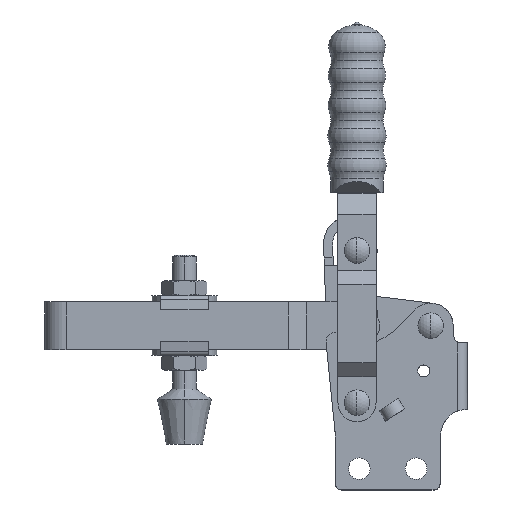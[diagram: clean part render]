
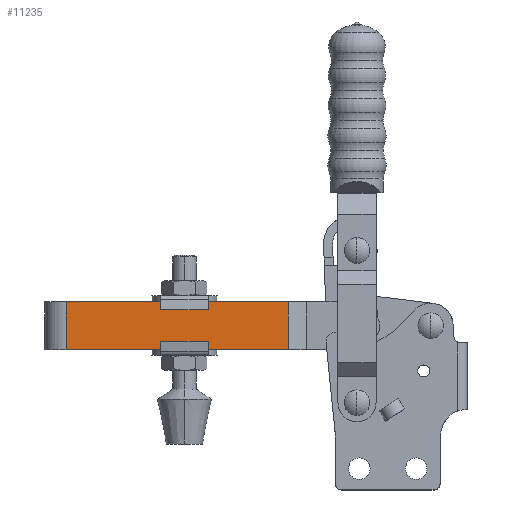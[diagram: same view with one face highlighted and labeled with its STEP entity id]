
A CAD part, top view. The second image highlights one B-rep face of the part: STEP entity #11235.
In plain terms, the highlighted planar face has unit normal (0, 0, 1).
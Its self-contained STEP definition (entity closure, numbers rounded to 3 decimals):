
#153 = LINE ( 'NONE', #6366, #10067 ) ;
#1611 = DIRECTION ( 'NONE',  ( -1., 0., 0. ) ) ;
#1736 = CARTESIAN_POINT ( 'NONE',  ( -133.85, 31.8, 7.15 ) ) ;
#2161 = DIRECTION ( 'NONE',  ( 0., 1., 0. ) ) ;
#2352 = CARTESIAN_POINT ( 'NONE',  ( -59.714, 31.8, 7.15 ) ) ;
#2710 = LINE ( 'NONE', #9311, #4973 ) ;
#2881 = ORIENTED_EDGE ( 'NONE', *, *, #5955, .F. ) ;
#3394 = VECTOR ( 'NONE', #2161, 1000. ) ;
#4099 = CARTESIAN_POINT ( 'NONE',  ( -133.85, 29.3, 7.15 ) ) ;
#4208 = VERTEX_POINT ( 'NONE', #1736 ) ;
#4396 = PLANE ( 'NONE',  #7181 ) ;
#4553 = CARTESIAN_POINT ( 'NONE',  ( -59.714, 47.8, 7.15 ) ) ;
#4973 = VECTOR ( 'NONE', #10275, 1000. ) ;
#5234 = EDGE_CURVE ( 'NONE', #11396, #9477, #2710, .T. ) ;
#5260 = LINE ( 'NONE', #4099, #10086 ) ;
#5399 = DIRECTION ( 'NONE',  ( 0., 0., -1. ) ) ;
#5955 = EDGE_CURVE ( 'NONE', #11067, #4208, #153, .T. ) ;
#6301 = CARTESIAN_POINT ( 'NONE',  ( -133.85, 29.3, 7.15 ) ) ;
#6366 = CARTESIAN_POINT ( 'NONE',  ( -141., 31.8, 7.15 ) ) ;
#7181 = AXIS2_PLACEMENT_3D ( 'NONE', #6301, #5399, #12106 ) ;
#8181 = EDGE_CURVE ( 'NONE', #11067, #9477, #8838, .T. ) ;
#8798 = EDGE_LOOP ( 'NONE', ( #9638, #11930, #2881, #11758 ) ) ;
#8838 = LINE ( 'NONE', #8896, #3394 ) ;
#8896 = CARTESIAN_POINT ( 'NONE',  ( -59.714, 29.3, 7.15 ) ) ;
#9311 = CARTESIAN_POINT ( 'NONE',  ( -141., 47.8, 7.15 ) ) ;
#9477 = VERTEX_POINT ( 'NONE', #4553 ) ;
#9638 = ORIENTED_EDGE ( 'NONE', *, *, #5234, .F. ) ;
#9872 = DIRECTION ( 'NONE',  ( 0., 1., 0. ) ) ;
#10067 = VECTOR ( 'NONE', #1611, 1000. ) ;
#10086 = VECTOR ( 'NONE', #9872, 1000. ) ;
#10275 = DIRECTION ( 'NONE',  ( 1., 0., 0. ) ) ;
#10862 = FACE_OUTER_BOUND ( 'NONE', #8798, .T. ) ;
#11067 = VERTEX_POINT ( 'NONE', #2352 ) ;
#11235 = ADVANCED_FACE ( 'NONE', ( #10862 ), #4396, .F. ) ;
#11396 = VERTEX_POINT ( 'NONE', #12412 ) ;
#11758 = ORIENTED_EDGE ( 'NONE', *, *, #8181, .T. ) ;
#11930 = ORIENTED_EDGE ( 'NONE', *, *, #11956, .F. ) ;
#11956 = EDGE_CURVE ( 'NONE', #4208, #11396, #5260, .T. ) ;
#12106 = DIRECTION ( 'NONE',  ( 1., 0., 0. ) ) ;
#12412 = CARTESIAN_POINT ( 'NONE',  ( -133.85, 47.8, 7.15 ) ) ;
